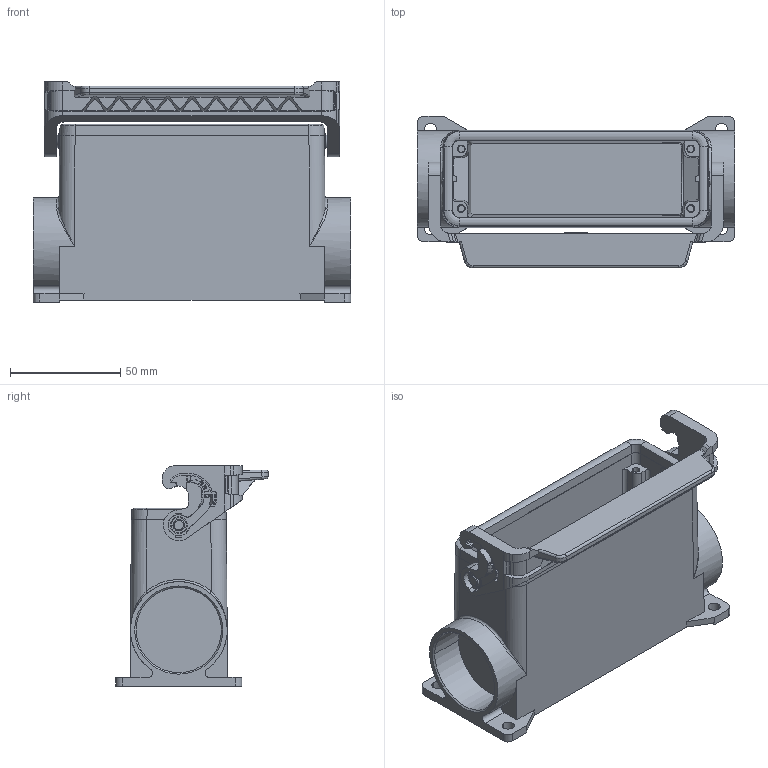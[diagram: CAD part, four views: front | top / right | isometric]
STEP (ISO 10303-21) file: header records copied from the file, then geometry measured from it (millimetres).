
FILE_DESCRIPTION(('Creo Elements/Direct Modeling STEP Export'),'2;1');
FILE_NAME('37jbk2e5pko98o11728','2023-03-09T16:37:06',(''),(''),'Creo Elements/Direct Modeling STEP processor for AP214 (Solid Model)','Creo Elements/Direct Modeling 20.1B 02-Apr-2019 (C) Parametric Technology GmbH','');
FILE_SCHEMA(('AUTOMOTIVE_DESIGN { 1 0 10303 214 1 1 1 1 }'));
Length unit declared in the file: millimetre
Products named in the file (2): MLAP 24 L40
Assembly tree (1 placements, depth 2):
  MLAP 24 L40
    MLAP 24 L40
Bounding box: 144 x 68.96 x 100 mm (x, y, z)
Volume: 160265.5 mm3; surface area: 82042.1 mm2
Topology: 1 solids, 1 shells, 1083 faces, 2913 edges, 1881 vertices
Faces by surface type: plane 655, cylinder 294, cone 72, torus 46, bspline 16
Entity records: 47007 total; most frequent: CARTESIAN_POINT 11625, ORIENTED_EDGE 5818, DIRECTION 5244, EDGE_CURVE 2909, VECTOR 2030, LINE 2030, VERTEX_POINT 1881, AXIS2_PLACEMENT_3D 1607
